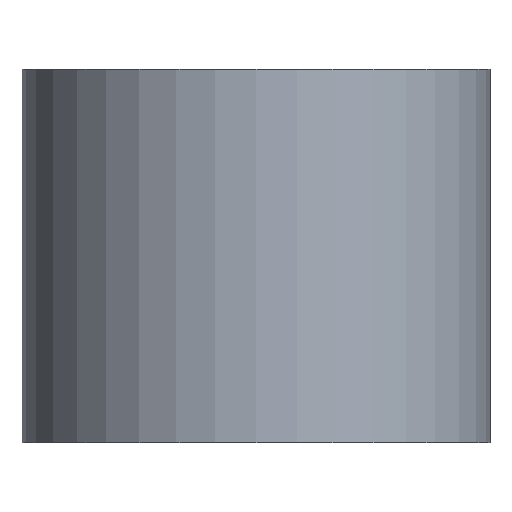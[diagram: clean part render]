
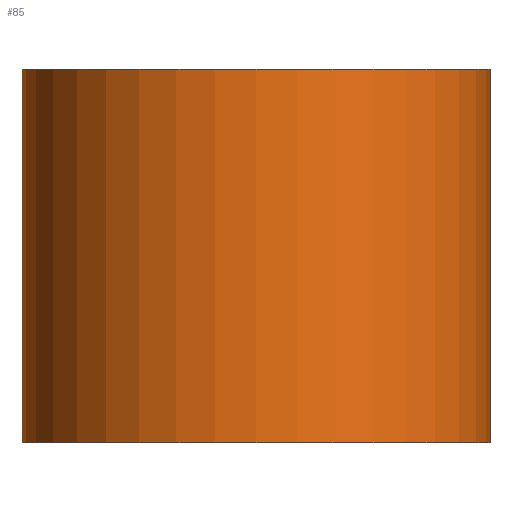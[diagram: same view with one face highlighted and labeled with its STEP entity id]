
A CAD part, front view. The second image highlights one B-rep face of the part: STEP entity #85.
In plain terms, the highlighted cylindrical face has radius 8.15 mm (diameter 16.3 mm), a full revolution.
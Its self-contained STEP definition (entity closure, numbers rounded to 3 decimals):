
#17=CYLINDRICAL_SURFACE('',#107,8.15);
#21=FACE_OUTER_BOUND('',#27,.T.);
#27=EDGE_LOOP('',(#70,#71,#72,#73));
#35=LINE('',#157,#40);
#40=VECTOR('',#132,8.15);
#43=CIRCLE('',#108,8.15);
#44=CIRCLE('',#109,8.15);
#49=VERTEX_POINT('',#154);
#50=VERTEX_POINT('',#156);
#57=EDGE_CURVE('',#49,#49,#43,.T.);
#58=EDGE_CURVE('',#49,#50,#35,.T.);
#59=EDGE_CURVE('',#50,#50,#44,.T.);
#70=ORIENTED_EDGE('',*,*,#57,.F.);
#71=ORIENTED_EDGE('',*,*,#58,.T.);
#72=ORIENTED_EDGE('',*,*,#59,.T.);
#73=ORIENTED_EDGE('',*,*,#58,.F.);
#85=ADVANCED_FACE('',(#21),#17,.T.);
#107=AXIS2_PLACEMENT_3D('',#153,#128,#129);
#108=AXIS2_PLACEMENT_3D('',#155,#130,#131);
#109=AXIS2_PLACEMENT_3D('',#158,#133,#134);
#128=DIRECTION('center_axis',(0.,0.,1.));
#129=DIRECTION('ref_axis',(1.,0.,0.));
#130=DIRECTION('center_axis',(0.,0.,1.));
#131=DIRECTION('ref_axis',(1.,0.,0.));
#132=DIRECTION('',(0.,0.,-1.));
#133=DIRECTION('center_axis',(0.,0.,1.));
#134=DIRECTION('ref_axis',(1.,0.,0.));
#153=CARTESIAN_POINT('Origin',(0.,0.,0.));
#154=CARTESIAN_POINT('',(-8.15,0.,13.));
#155=CARTESIAN_POINT('Origin',(0.,0.,13.));
#156=CARTESIAN_POINT('',(-8.15,0.,0.));
#157=CARTESIAN_POINT('',(-8.15,0.,0.));
#158=CARTESIAN_POINT('Origin',(0.,0.,0.));
